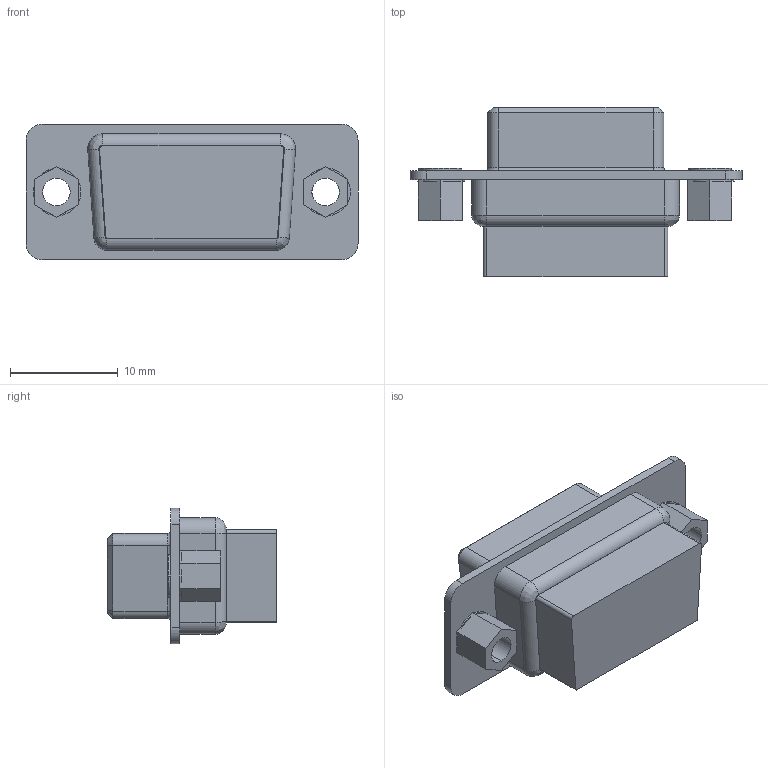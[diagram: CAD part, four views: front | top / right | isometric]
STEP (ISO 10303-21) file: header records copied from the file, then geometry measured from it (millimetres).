
FILE_DESCRIPTION( ('This file contains a STEP AP42 implementation' ,'as created by ZW3D STEP Interface translator.') ,'2;1' );
FILE_NAME( '6221-XXFB00X01.stp' ,'2311 9.1558 4', (''), ('ZWCAD Software Co.'), 'Version 1.0', 'ZW3D to STEP translator', '' );
FILE_SCHEMA(('AUTOMOTIVE_DESIGN { 1 0 10303 214 1 1 1 1 }'));
Length unit declared in the file: millimetre
Products named in the file (2): 0; 6210_xxfns002
Bounding box: 30.81 x 15.7 x 12.55 mm (x, y, z)
Volume: 2521.8 mm3; surface area: 2837.8 mm2
Topology: 1 solids, 1 shells, 207 faces, 492 edges, 310 vertices
Faces by surface type: cylinder 84, plane 81, torus 30, cone 8, bspline 4
Entity records: 6338 total; most frequent: DIRECTION 1118, CARTESIAN_POINT 1114, ORIENTED_EDGE 984, EDGE_CURVE 492, AXIS2_PLACEMENT_3D 431, VERTEX_POINT 310, VECTOR 256, LINE 256
